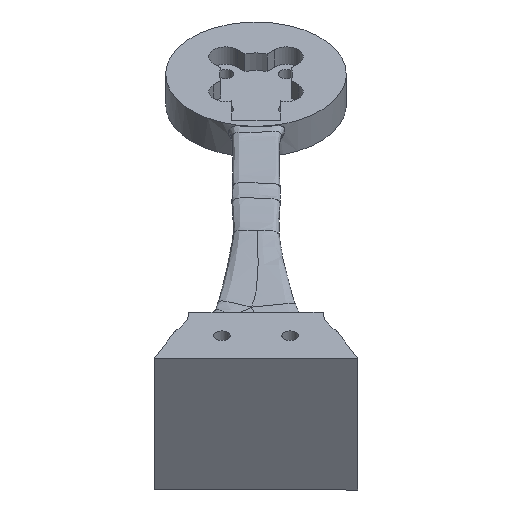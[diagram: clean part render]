
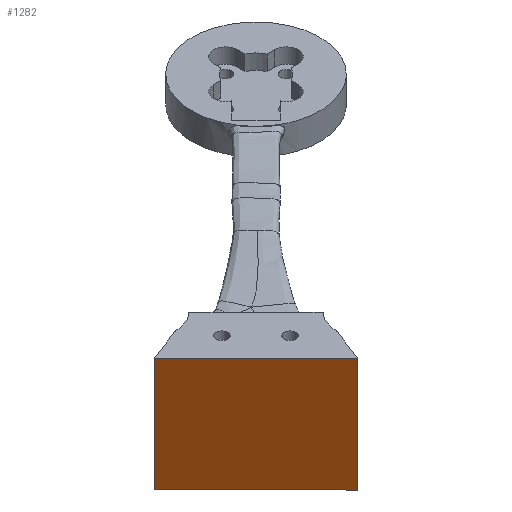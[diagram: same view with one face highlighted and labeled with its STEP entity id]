
A CAD part, isometric view. The second image highlights one B-rep face of the part: STEP entity #1282.
In plain terms, the highlighted planar face has unit normal (-0.707, -0.707, 0).
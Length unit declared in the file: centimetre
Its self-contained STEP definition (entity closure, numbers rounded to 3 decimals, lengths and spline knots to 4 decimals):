
#238=FACE_OUTER_BOUND('',#317,.T.);
#317=EDGE_LOOP('',(#859,#860,#861,#862));
#408=LINE('',#1645,#465);
#414=LINE('',#1657,#471);
#415=LINE('',#1659,#472);
#416=LINE('',#1660,#473);
#465=VECTOR('',#1439,1.);
#471=VECTOR('',#1447,1.);
#472=VECTOR('',#1450,100.);
#473=VECTOR('',#1451,100.);
#521=VERTEX_POINT('',#1641);
#523=VERTEX_POINT('',#1644);
#526=VERTEX_POINT('',#1651);
#528=VERTEX_POINT('',#1655);
#647=EDGE_CURVE('',#523,#521,#408,.T.);
#653=EDGE_CURVE('',#526,#528,#414,.T.);
#654=EDGE_CURVE('',#521,#526,#415,.T.);
#655=EDGE_CURVE('',#528,#523,#416,.T.);
#859=ORIENTED_EDGE('',*,*,#647,.T.);
#860=ORIENTED_EDGE('',*,*,#654,.T.);
#861=ORIENTED_EDGE('',*,*,#653,.T.);
#862=ORIENTED_EDGE('',*,*,#655,.T.);
#1263=PLANE('',#1363);
#1282=ADVANCED_FACE('',(#238),#1263,.F.);
#1363=AXIS2_PLACEMENT_3D('',#1658,#1448,#1449);
#1439=DIRECTION('',(0.,0.,-1.));
#1447=DIRECTION('',(0.,0.,1.));
#1448=DIRECTION('center_axis',(0.707,0.707,0.));
#1449=DIRECTION('ref_axis',(-0.707,0.707,0.));
#1450=DIRECTION('',(0.707,-0.707,0.));
#1451=DIRECTION('',(-0.707,0.707,0.));
#1641=CARTESIAN_POINT('',(3.0633,3.442,-3.0664));
#1644=CARTESIAN_POINT('',(3.0633,3.442,-0.0664));
#1645=CARTESIAN_POINT('',(3.0633,3.442,-0.4164));
#1651=CARTESIAN_POINT('',(5.7475,0.7577,-3.0664));
#1655=CARTESIAN_POINT('',(5.7475,0.7577,-0.0664));
#1657=CARTESIAN_POINT('',(5.7475,0.7577,-0.4164));
#1658=CARTESIAN_POINT('Origin',(3.2526,3.2526,-0.7664));
#1659=CARTESIAN_POINT('',(3.2526,3.2526,-3.0664));
#1660=CARTESIAN_POINT('',(3.2526,3.2526,-0.0664));
